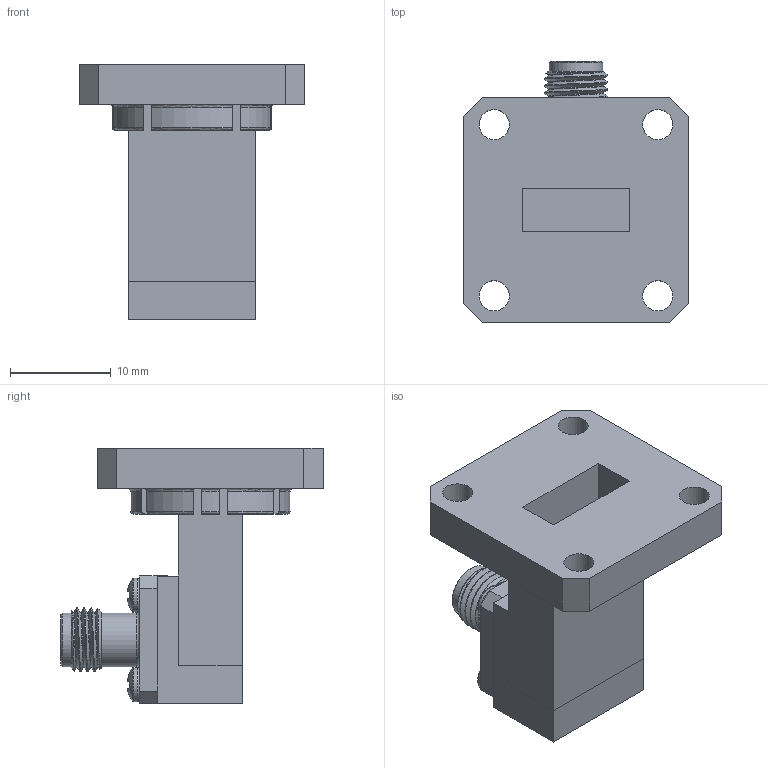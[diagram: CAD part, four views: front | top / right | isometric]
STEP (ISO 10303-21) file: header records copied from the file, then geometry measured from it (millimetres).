
FILE_DESCRIPTION (( 'STEP AP203' ), '1' );
FILE_NAME ('PEWCA1018_3D.step', '2021-03-08T15:12:43', ( '' ), ( '' ), 'SwSTEP 2.0', 'SolidWorks 2020', '' );
FILE_SCHEMA (( 'CONFIG_CONTROL_DESIGN' ));
Length unit declared in the file: inch
Products named in the file (1): PEWCA1018_3D
Bounding box: 22.4 x 26.06 x 25.4 mm (x, y, z)
Volume: 3644.5 mm3; surface area: 3567.6 mm2
Topology: 1 solids, 5 shells, 315 faces, 839 edges, 554 vertices
Faces by surface type: plane 147, cylinder 106, torus 25, cone 22, bspline 11, sphere 4
Full cylindrical faces by diameter (mm): 0.94 x1, 1.194 x1, 1.854 x4, 3 x4, 3.393 x4, 4.521 x1, 5.334 x2
Entity records: 15635 total; most frequent: CARTESIAN_POINT 8302, ORIENTED_EDGE 1604, DIRECTION 1369, EDGE_CURVE 802, VERTEX_POINT 547, AXIS2_PLACEMENT_3D 508, EDGE_LOOP 373, LINE 353
